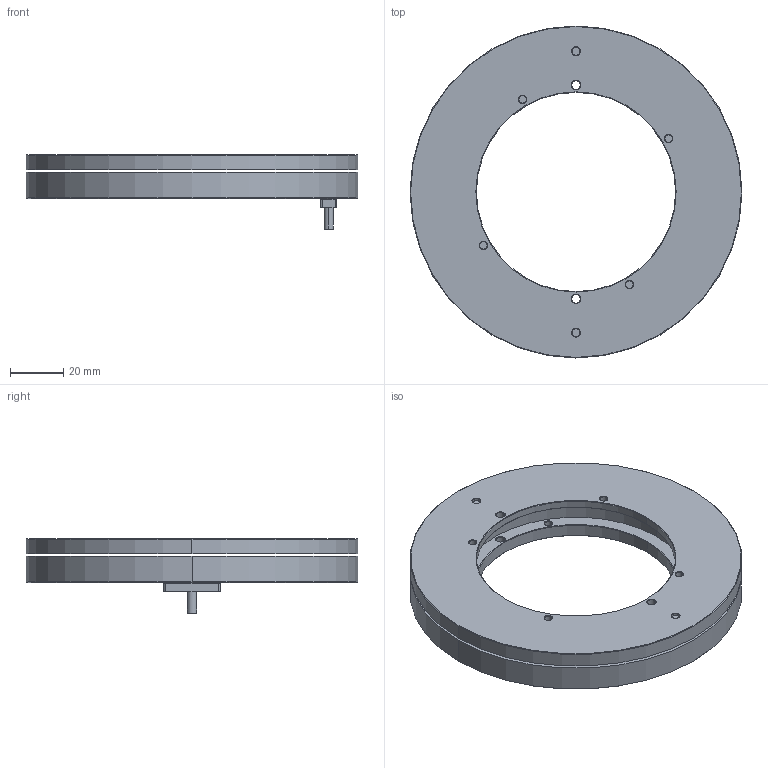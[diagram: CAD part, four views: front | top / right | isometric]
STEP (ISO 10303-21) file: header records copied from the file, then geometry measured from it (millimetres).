
FILE_DESCRIPTION (( 'STEP AP214' ), '1' );
FILE_NAME ('CAC125-20231214 掖堤盄.STEP', '2023-12-14T08:09:01', ( '' ), ( '' ), 'SwSTEP 2.0', 'SolidWorks 2018', '' );
FILE_SCHEMA (( 'AUTOMOTIVE_DESIGN' ));
Length unit declared in the file: millimetre
Products named in the file (1): CAC125-20231214 掖堤盄
Bounding box: 125 x 125 x 27.9 mm (x, y, z)
Volume: 110635.2 mm3; surface area: 41898.9 mm2
Topology: 3 solids, 3 shells, 2062 faces, 5765 edges, 3814 vertices
Faces by surface type: cylinder 1187, plane 803, cone 72
Entity records: 89871 total; most frequent: DIRECTION 12333, CARTESIAN_POINT 11642, ORIENTED_EDGE 11530, EDGE_CURVE 5765, AXIS2_PLACEMENT_3D 4505, VERTEX_POINT 3814, VECTOR 3323, LINE 3323
